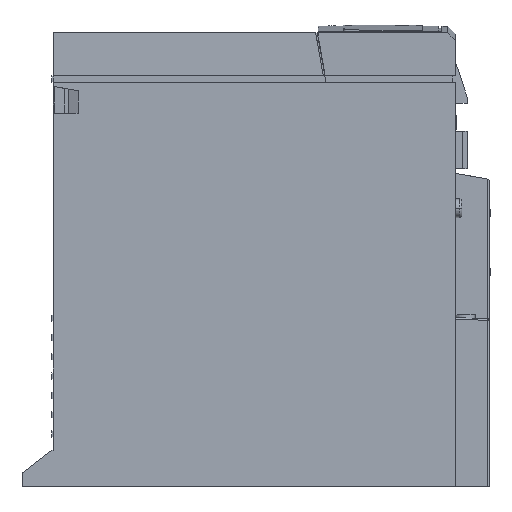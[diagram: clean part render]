
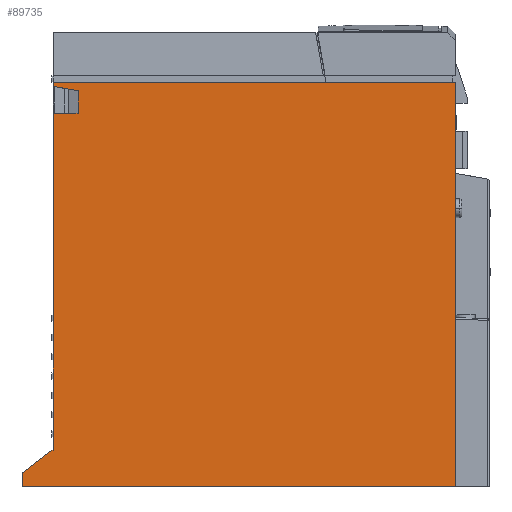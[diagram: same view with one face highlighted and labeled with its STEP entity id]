
A CAD part, left-side view. The second image highlights one B-rep face of the part: STEP entity #89735.
In plain terms, the highlighted planar face has unit normal (-1, 0, 0).
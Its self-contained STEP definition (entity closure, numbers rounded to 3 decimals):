
#32646=DIRECTION('',(0.,0.,-1.));
#32647=VECTOR('',#32646,4.5);
#32648=CARTESIAN_POINT('',(-45.4,-4.1,4.5));
#32649=LINE('',#32648,#32647);
#32653=DIRECTION('',(0.,0.793,-0.609));
#32654=VECTOR('',#32653,11.981);
#32655=CARTESIAN_POINT('',(-45.4,-13.6,11.8));
#32656=LINE('',#32655,#32654);
#32660=DIRECTION('',(0.,1.,0.));
#32661=VECTOR('',#32660,0.5);
#32662=CARTESIAN_POINT('',(-45.4,-14.1,11.8));
#32663=LINE('',#32662,#32661);
#32667=DIRECTION('',(0.,0.,-1.));
#32668=VECTOR('',#32667,108.2);
#32669=CARTESIAN_POINT('',(-45.4,-14.1,120.));
#32670=LINE('',#32669,#32668);
#32674=DIRECTION('',(0.,-1.,0.));
#32675=VECTOR('',#32674,8.);
#32676=CARTESIAN_POINT('',(-45.4,-14.1,120.));
#32677=LINE('',#32676,#32675);
#32681=DIRECTION('',(0.,0.,1.));
#32682=VECTOR('',#32681,7.259);
#32683=CARTESIAN_POINT('',(-45.4,-22.1,120.));
#32684=LINE('',#32683,#32682);
#32688=DIRECTION('',(0.,-0.985,-0.174));
#32689=VECTOR('',#32688,8.123);
#32690=CARTESIAN_POINT('',(-45.4,-14.1,128.67));
#32691=LINE('',#32690,#32689);
#32695=DIRECTION('',(0.,0.,-1.));
#32696=VECTOR('',#32695,1.33);
#32697=CARTESIAN_POINT('',(-45.4,-14.1,130.));
#32698=LINE('',#32697,#32696);
#32702=DIRECTION('',(0.,-1.,0.));
#32703=VECTOR('',#32702,129.2);
#32704=CARTESIAN_POINT('',(-45.4,-14.1,130.));
#32705=LINE('',#32704,#32703);
#32709=DIRECTION('',(0.,0.,1.));
#32710=VECTOR('',#32709,130.);
#32711=CARTESIAN_POINT('',(-45.4,-143.3,0.));
#32712=LINE('',#32711,#32710);
#32716=DIRECTION('',(0.,-1.,0.));
#32717=VECTOR('',#32716,139.2);
#32718=CARTESIAN_POINT('',(-45.4,-4.1,0.));
#32719=LINE('',#32718,#32717);
#59446=CARTESIAN_POINT('',(-45.4,-14.1,130.));
#59447=CARTESIAN_POINT('',(-45.4,-143.3,130.));
#59448=VERTEX_POINT('',#59446);
#59449=VERTEX_POINT('',#59447);
#59454=CARTESIAN_POINT('',(-45.4,-143.3,0.));
#59455=VERTEX_POINT('',#59454);
#59470=CARTESIAN_POINT('',(-45.4,-4.1,4.5));
#59471=CARTESIAN_POINT('',(-45.4,-4.1,0.));
#59472=VERTEX_POINT('',#59470);
#59473=VERTEX_POINT('',#59471);
#61103=CARTESIAN_POINT('',(-45.4,-14.1,120.));
#61104=CARTESIAN_POINT('',(-45.4,-22.1,120.));
#61105=VERTEX_POINT('',#61103);
#61106=VERTEX_POINT('',#61104);
#61109=CARTESIAN_POINT('',(-45.4,-14.1,128.67));
#61110=VERTEX_POINT('',#61109);
#61111=CARTESIAN_POINT('',(-45.4,-22.1,127.259));
#61112=VERTEX_POINT('',#61111);
#61117=CARTESIAN_POINT('',(-45.4,-14.1,11.8));
#61118=VERTEX_POINT('',#61117);
#61121=CARTESIAN_POINT('',(-45.4,-13.6,11.8));
#61122=VERTEX_POINT('',#61121);
#89711=CARTESIAN_POINT('',(-45.4,-4.1,0.));
#89712=DIRECTION('',(1.,0.,0.));
#89713=DIRECTION('',(0.,-1.,0.));
#89714=AXIS2_PLACEMENT_3D('',#89711,#89712,#89713);
#89715=PLANE('',#89714);
#89717=ORIENTED_EDGE('',*,*,#89716,.F.);
#89719=ORIENTED_EDGE('',*,*,#89718,.F.);
#89720=ORIENTED_EDGE('',*,*,#65053,.F.);
#89721=ORIENTED_EDGE('',*,*,#64637,.F.);
#89723=ORIENTED_EDGE('',*,*,#89722,.T.);
#89725=ORIENTED_EDGE('',*,*,#89724,.T.);
#89727=ORIENTED_EDGE('',*,*,#89726,.F.);
#89728=ORIENTED_EDGE('',*,*,#64629,.F.);
#89729=ORIENTED_EDGE('',*,*,#88113,.T.);
#89730=ORIENTED_EDGE('',*,*,#71412,.F.);
#89732=ORIENTED_EDGE('',*,*,#89731,.F.);
#89733=EDGE_LOOP('',(#89717,#89719,#89720,#89721,#89723,#89725,#89727,#89728,
#89729,#89730,#89732));
#89734=FACE_OUTER_BOUND('',#89733,.F.);
#89735=ADVANCED_FACE('',(#89734),#89715,.F.);
#64629=EDGE_CURVE('',#59448,#61110,#32698,.T.);
#64637=EDGE_CURVE('',#61105,#61118,#32670,.T.);
#65053=EDGE_CURVE('',#61118,#61122,#32663,.T.);
#71412=EDGE_CURVE('',#59455,#59449,#32712,.T.);
#88113=EDGE_CURVE('',#59448,#59449,#32705,.T.);
#89716=EDGE_CURVE('',#59472,#59473,#32649,.T.);
#89718=EDGE_CURVE('',#61122,#59472,#32656,.T.);
#89722=EDGE_CURVE('',#61105,#61106,#32677,.T.);
#89724=EDGE_CURVE('',#61106,#61112,#32684,.T.);
#89726=EDGE_CURVE('',#61110,#61112,#32691,.T.);
#89731=EDGE_CURVE('',#59473,#59455,#32719,.T.);
